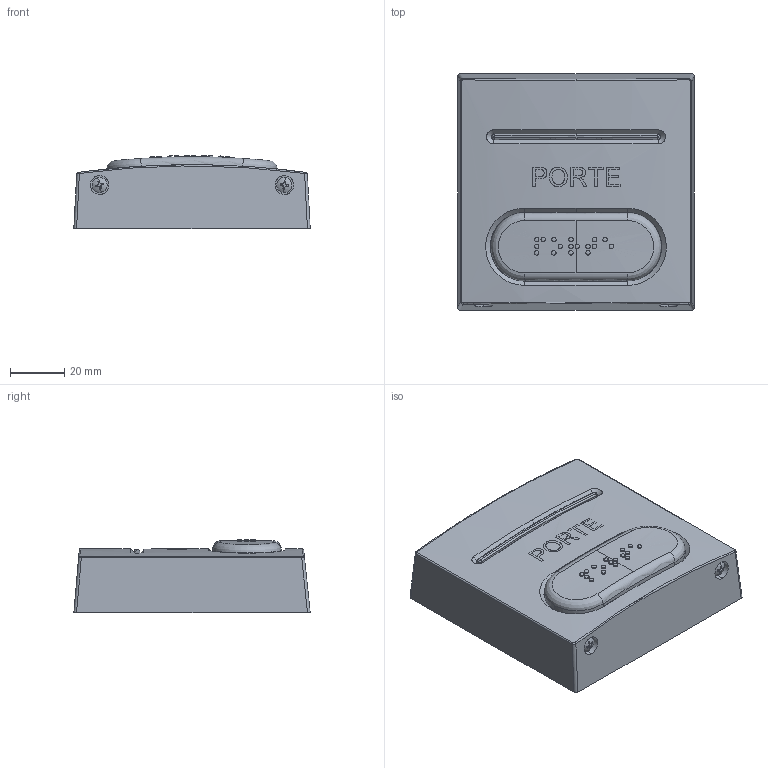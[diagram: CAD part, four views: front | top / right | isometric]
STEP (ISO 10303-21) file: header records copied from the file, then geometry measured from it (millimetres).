
FILE_DESCRIPTION (( 'STEP AP214' ), '1' );
FILE_NAME ('PBAL2.step', '2021-07-29T14:59:58', ( '' ), ( '' ), 'SwSTEP 2.0', 'SolidWorks 2020', '' );
FILE_SCHEMA (( 'AUTOMOTIVE_DESIGN' ));
Length unit declared in the file: millimetre
Products named in the file (1): PBAL2
Bounding box: 87 x 87 x 26.89 mm (x, y, z)
Volume: 100100.6 mm3; surface area: 97335.7 mm2
Topology: 83 solids, 83 shells, 3459 faces, 8632 edges, 5529 vertices
Faces by surface type: plane 2124, bspline 683, cylinder 353, cone 267, torus 20, sphere 12
Entity records: 177797 total; most frequent: CARTESIAN_POINT 60428, ORIENTED_EDGE 17232, DIRECTION 14050, EDGE_CURVE 8616, VECTOR 5808, LINE 5808, VERTEX_POINT 5529, AXIS2_PLACEMENT_3D 4121
